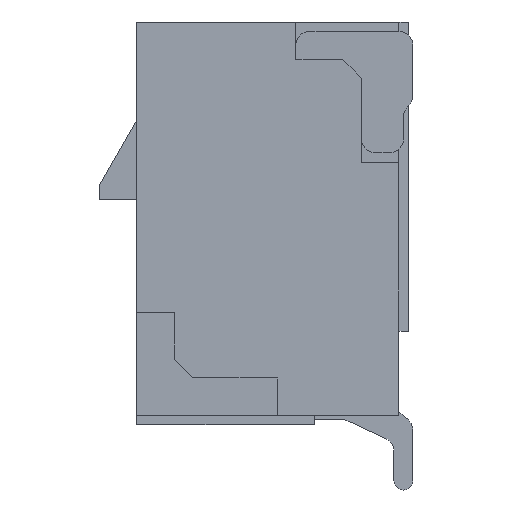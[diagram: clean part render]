
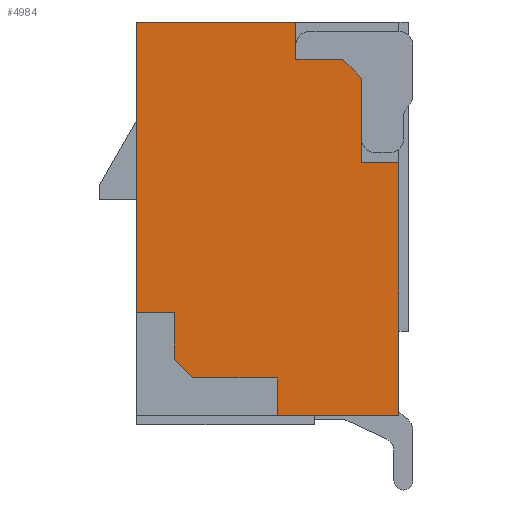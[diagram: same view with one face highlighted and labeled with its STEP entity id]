
A CAD part, left-side view. The second image highlights one B-rep face of the part: STEP entity #4984.
In plain terms, the highlighted planar face has unit normal (-1, 0, 0).
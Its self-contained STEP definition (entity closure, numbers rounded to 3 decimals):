
#38=DIRECTION('',(0.,0.,-1.));
#39=VECTOR('',#38,3.1);
#40=CARTESIAN_POINT('',(-5.,1.4,0.));
#41=LINE('',#40,#39);
#86=DIRECTION('',(0.,-1.,0.));
#87=VECTOR('',#86,1.3);
#88=CARTESIAN_POINT('',(-5.,-0.1,-4.2));
#89=LINE('',#88,#87);
#374=DIRECTION('',(0.,0.,-1.));
#375=VECTOR('',#374,2.7);
#376=CARTESIAN_POINT('',(-5.,-1.4,-1.5));
#377=LINE('',#376,#375);
#1118=DIRECTION('',(0.,0.707,0.707));
#1119=VECTOR('',#1118,0.283);
#1120=CARTESIAN_POINT('',(-5.,-1.,-0.6));
#1121=LINE('',#1120,#1119);
#1122=DIRECTION('',(0.,0.,1.));
#1123=VECTOR('',#1122,0.9);
#1124=CARTESIAN_POINT('',(-5.,-1.,-1.5));
#1125=LINE('',#1124,#1123);
#1126=DIRECTION('',(0.,1.,0.));
#1127=VECTOR('',#1126,0.4);
#1128=CARTESIAN_POINT('',(-5.,-1.4,-1.5));
#1129=LINE('',#1128,#1127);
#1130=DIRECTION('',(0.,0.,1.));
#1131=VECTOR('',#1130,0.4);
#1132=CARTESIAN_POINT('',(-5.,-0.1,-4.2));
#1133=LINE('',#1132,#1131);
#1134=DIRECTION('',(0.,-1.,0.));
#1135=VECTOR('',#1134,0.9);
#1136=CARTESIAN_POINT('',(-5.,0.8,-3.8));
#1137=LINE('',#1136,#1135);
#1138=DIRECTION('',(0.,-0.707,-0.707));
#1139=VECTOR('',#1138,0.283);
#1140=CARTESIAN_POINT('',(-5.,1.,-3.6));
#1141=LINE('',#1140,#1139);
#1142=DIRECTION('',(0.,0.,-1.));
#1143=VECTOR('',#1142,0.5);
#1144=CARTESIAN_POINT('',(-5.,1.,-3.1));
#1145=LINE('',#1144,#1143);
#1146=DIRECTION('',(0.,-1.,0.));
#1147=VECTOR('',#1146,0.4);
#1148=CARTESIAN_POINT('',(-5.,1.4,-3.1));
#1149=LINE('',#1148,#1147);
#1150=DIRECTION('',(0.,-1.,0.));
#1151=VECTOR('',#1150,1.7);
#1152=CARTESIAN_POINT('',(-5.,1.4,0.));
#1153=LINE('',#1152,#1151);
#1154=DIRECTION('',(0.,0.,-1.));
#1155=VECTOR('',#1154,0.4);
#1156=CARTESIAN_POINT('',(-5.,-0.3,0.));
#1157=LINE('',#1156,#1155);
#1158=DIRECTION('',(0.,1.,0.));
#1159=VECTOR('',#1158,0.5);
#1160=CARTESIAN_POINT('',(-5.,-0.8,-0.4));
#1161=LINE('',#1160,#1159);
#2851=CARTESIAN_POINT('',(-5.,1.4,0.));
#2853=VERTEX_POINT('',#2851);
#2992=CARTESIAN_POINT('',(-5.,-1.,-1.5));
#2993=VERTEX_POINT('',#2992);
#2994=CARTESIAN_POINT('',(-5.,-0.1,-3.8));
#2995=VERTEX_POINT('',#2994);
#3048=CARTESIAN_POINT('',(-5.,1.4,-3.1));
#3049=VERTEX_POINT('',#3048);
#3052=CARTESIAN_POINT('',(-5.,-1.4,-1.5));
#3053=VERTEX_POINT('',#3052);
#3054=CARTESIAN_POINT('',(-5.,-0.3,0.));
#3055=CARTESIAN_POINT('',(-5.,-0.3,-0.4));
#3056=VERTEX_POINT('',#3054);
#3057=VERTEX_POINT('',#3055);
#3058=CARTESIAN_POINT('',(-5.,-0.1,-4.2));
#3059=VERTEX_POINT('',#3058);
#3060=CARTESIAN_POINT('',(-5.,1.,-3.1));
#3061=VERTEX_POINT('',#3060);
#3062=CARTESIAN_POINT('',(-5.,-1.4,-4.2));
#3063=VERTEX_POINT('',#3062);
#3142=CARTESIAN_POINT('',(-5.,-1.,-0.6));
#3144=VERTEX_POINT('',#3142);
#3146=CARTESIAN_POINT('',(-5.,-0.8,-0.4));
#3147=VERTEX_POINT('',#3146);
#3180=CARTESIAN_POINT('',(-5.,1.,-3.6));
#3181=CARTESIAN_POINT('',(-5.,0.8,-3.8));
#3182=VERTEX_POINT('',#3180);
#3183=VERTEX_POINT('',#3181);
#4954=CARTESIAN_POINT('',(-5.,1.4,0.));
#4955=DIRECTION('',(-1.,0.,0.));
#4956=DIRECTION('',(0.,0.,-1.));
#4957=AXIS2_PLACEMENT_3D('',#4954,#4955,#4956);
#4958=PLANE('',#4957);
#4960=ORIENTED_EDGE('',*,*,#4959,.F.);
#4962=ORIENTED_EDGE('',*,*,#4961,.F.);
#4963=ORIENTED_EDGE('',*,*,#4947,.F.);
#4964=ORIENTED_EDGE('',*,*,#4071,.T.);
#4965=ORIENTED_EDGE('',*,*,#3820,.F.);
#4967=ORIENTED_EDGE('',*,*,#4966,.T.);
#4969=ORIENTED_EDGE('',*,*,#4968,.F.);
#4971=ORIENTED_EDGE('',*,*,#4970,.F.);
#4973=ORIENTED_EDGE('',*,*,#4972,.F.);
#4975=ORIENTED_EDGE('',*,*,#4974,.F.);
#4976=ORIENTED_EDGE('',*,*,#3785,.F.);
#4977=ORIENTED_EDGE('',*,*,#4816,.T.);
#4979=ORIENTED_EDGE('',*,*,#4978,.T.);
#4981=ORIENTED_EDGE('',*,*,#4980,.F.);
#4982=EDGE_LOOP('',(#4960,#4962,#4963,#4964,#4965,#4967,#4969,#4971,#4973,#4975,
#4976,#4977,#4979,#4981));
#4983=FACE_OUTER_BOUND('',#4982,.F.);
#3785=EDGE_CURVE('',#2853,#3049,#41,.T.);
#3820=EDGE_CURVE('',#3059,#3063,#89,.T.);
#4071=EDGE_CURVE('',#3053,#3063,#377,.T.);
#4816=EDGE_CURVE('',#2853,#3056,#1153,.T.);
#4947=EDGE_CURVE('',#3053,#2993,#1129,.T.);
#4959=EDGE_CURVE('',#3144,#3147,#1121,.T.);
#4961=EDGE_CURVE('',#2993,#3144,#1125,.T.);
#4966=EDGE_CURVE('',#3059,#2995,#1133,.T.);
#4968=EDGE_CURVE('',#3183,#2995,#1137,.T.);
#4970=EDGE_CURVE('',#3182,#3183,#1141,.T.);
#4972=EDGE_CURVE('',#3061,#3182,#1145,.T.);
#4974=EDGE_CURVE('',#3049,#3061,#1149,.T.);
#4978=EDGE_CURVE('',#3056,#3057,#1157,.T.);
#4980=EDGE_CURVE('',#3147,#3057,#1161,.T.);
#4984=ADVANCED_FACE('',(#4983),#4958,.T.);
